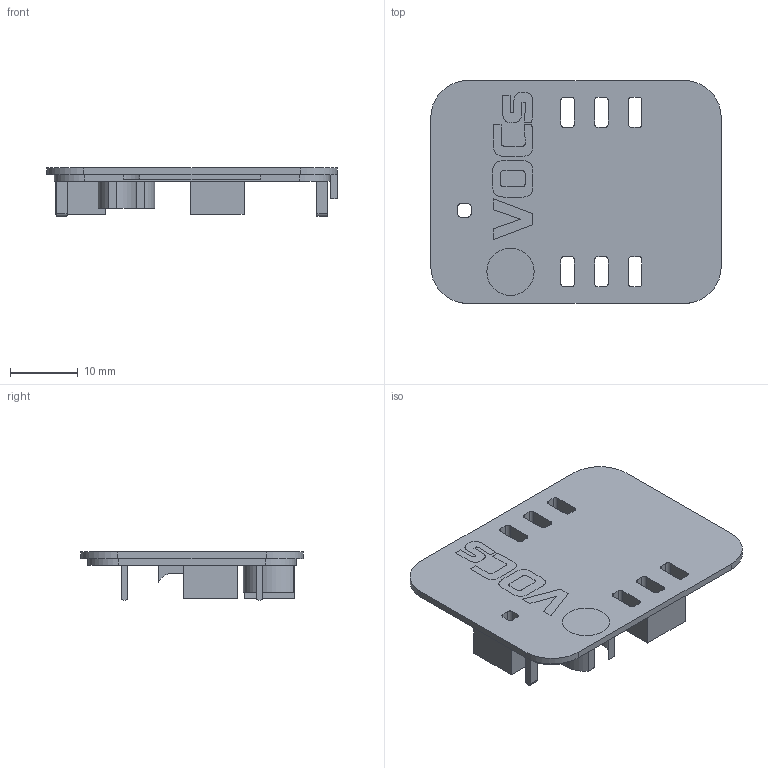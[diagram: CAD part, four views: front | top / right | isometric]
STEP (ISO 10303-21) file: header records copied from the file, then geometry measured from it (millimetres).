
FILE_DESCRIPTION(('FreeCAD Model'),'2;1');
FILE_NAME('Open CASCADE Shape Model','2025-11-16T09:46:54',(''),(''), 'Open CASCADE STEP processor 7.8','FreeCAD','Unknown');
FILE_SCHEMA(('AUTOMOTIVE_DESIGN { 1 0 10303 214 1 1 1 1 }'));
Length unit declared in the file: millimetre
Products named in the file (10): VOCaware_housing; led_sep_cutted; lid_text_cutout; VOCs_text_extr_color; press_fit_bl_fillet; press_fit_tr_fillet; sht_separator_extr; sgp_separator_extr; led_cirlcle_trans_extr; usb_top_cut
Assembly tree (9 placements, depth 2):
  VOCaware_housing
    led_sep_cutted
    lid_text_cutout
    VOCs_text_extr_color
    press_fit_bl_fillet
    press_fit_tr_fillet
    sht_separator_extr
    sgp_separator_extr
    led_cirlcle_trans_extr
    usb_top_cut
Bounding box: 43 x 33 x 7.15 mm (x, y, z)
Volume: 2722.7 mm3; surface area: 4346.5 mm2
Topology: 12 solids, 12 shells, 292 faces, 793 edges, 530 vertices
Faces by surface type: plane 164, extrusion 82, cylinder 46
Full cylindrical faces by diameter (mm): 7 x2
Entity records: 19908 total; most frequent: CARTESIAN_POINT 4079, DIRECTION 2653, VECTOR 1925, LINE 1843, ORIENTED_EDGE 1586, PCURVE 1586, DEFINITIONAL_REPRESENTATION 1586, EDGE_CURVE 793
